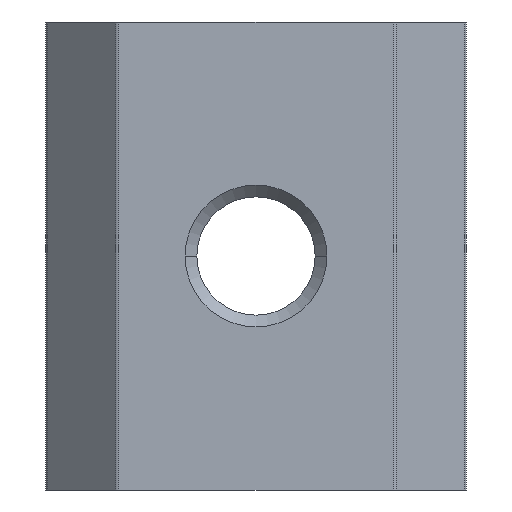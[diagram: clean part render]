
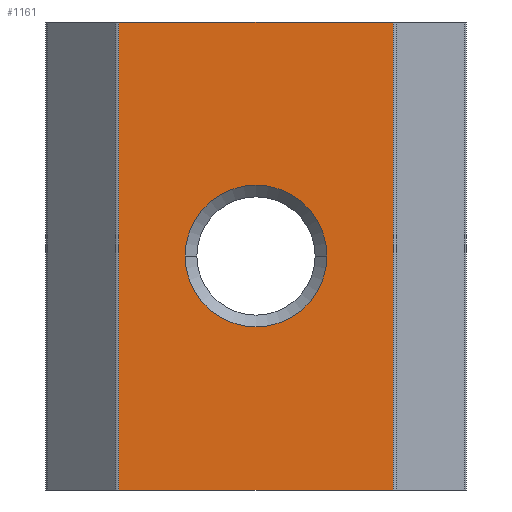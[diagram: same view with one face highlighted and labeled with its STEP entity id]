
A CAD part, front view. The second image highlights one B-rep face of the part: STEP entity #1161.
In plain terms, the highlighted planar face has unit normal (0, -1, 0).
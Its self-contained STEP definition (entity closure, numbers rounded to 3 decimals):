
#442=DIRECTION('',(1.,0.,0.));
#443=VECTOR('',#442,11.634);
#444=CARTESIAN_POINT('',(-5.817,0.,-9.9));
#445=LINE('',#444,#443);
#501=DIRECTION('',(1.,0.,0.));
#502=VECTOR('',#501,11.634);
#503=CARTESIAN_POINT('',(-5.817,0.,9.9));
#504=LINE('',#503,#502);
#612=DIRECTION('',(0.,0.,1.));
#613=VECTOR('',#612,19.8);
#614=CARTESIAN_POINT('',(5.817,0.,-9.9));
#615=LINE('',#614,#613);
#619=DIRECTION('',(0.,0.,-1.));
#620=VECTOR('',#619,19.8);
#621=CARTESIAN_POINT('',(-5.817,0.,9.9));
#622=LINE('',#621,#620);
#626=CARTESIAN_POINT('',(0.,0.,0.));
#627=DIRECTION('',(0.,1.,0.));
#628=DIRECTION('',(-1.,0.,0.));
#629=AXIS2_PLACEMENT_3D('',#626,#627,#628);
#634=CARTESIAN_POINT('',(0.,0.,0.));
#635=DIRECTION('',(0.,1.,0.));
#636=DIRECTION('',(1.,0.,0.));
#637=AXIS2_PLACEMENT_3D('',#634,#635,#636);
#900=CARTESIAN_POINT('',(5.817,0.,9.9));
#902=VERTEX_POINT('',#900);
#906=CARTESIAN_POINT('',(5.817,0.,-9.9));
#907=VERTEX_POINT('',#906);
#908=CARTESIAN_POINT('',(-5.817,0.,-9.9));
#910=VERTEX_POINT('',#908);
#914=CARTESIAN_POINT('',(-5.817,0.,9.9));
#915=VERTEX_POINT('',#914);
#964=CARTESIAN_POINT('',(-3.,0.,0.));
#965=CARTESIAN_POINT('',(3.,0.,0.));
#966=VERTEX_POINT('',#964);
#967=VERTEX_POINT('',#965);
#1143=CARTESIAN_POINT('',(-8.9,0.,-9.9));
#1144=DIRECTION('',(0.,-1.,0.));
#1145=DIRECTION('',(1.,0.,0.));
#1146=AXIS2_PLACEMENT_3D('',#1143,#1144,#1145);
#1147=PLANE('',#1146);
#1148=ORIENTED_EDGE('',*,*,#1079,.F.);
#1149=ORIENTED_EDGE('',*,*,#1011,.F.);
#1151=ORIENTED_EDGE('',*,*,#1150,.F.);
#1152=ORIENTED_EDGE('',*,*,#1099,.T.);
#1153=EDGE_LOOP('',(#1148,#1149,#1151,#1152));
#1154=FACE_OUTER_BOUND('',#1153,.F.);
#1156=ORIENTED_EDGE('',*,*,#1155,.F.);
#1158=ORIENTED_EDGE('',*,*,#1157,.F.);
#1159=EDGE_LOOP('',(#1156,#1158));
#1160=FACE_BOUND('',#1159,.F.);
#630=CIRCLE('',#629,3.);
#638=CIRCLE('',#637,3.);
#1011=EDGE_CURVE('',#910,#907,#445,.T.);
#1079=EDGE_CURVE('',#907,#902,#615,.T.);
#1099=EDGE_CURVE('',#915,#902,#504,.T.);
#1150=EDGE_CURVE('',#915,#910,#622,.T.);
#1155=EDGE_CURVE('',#966,#967,#630,.T.);
#1157=EDGE_CURVE('',#967,#966,#638,.T.);
#1161=ADVANCED_FACE('',(#1154,#1160),#1147,.T.);
